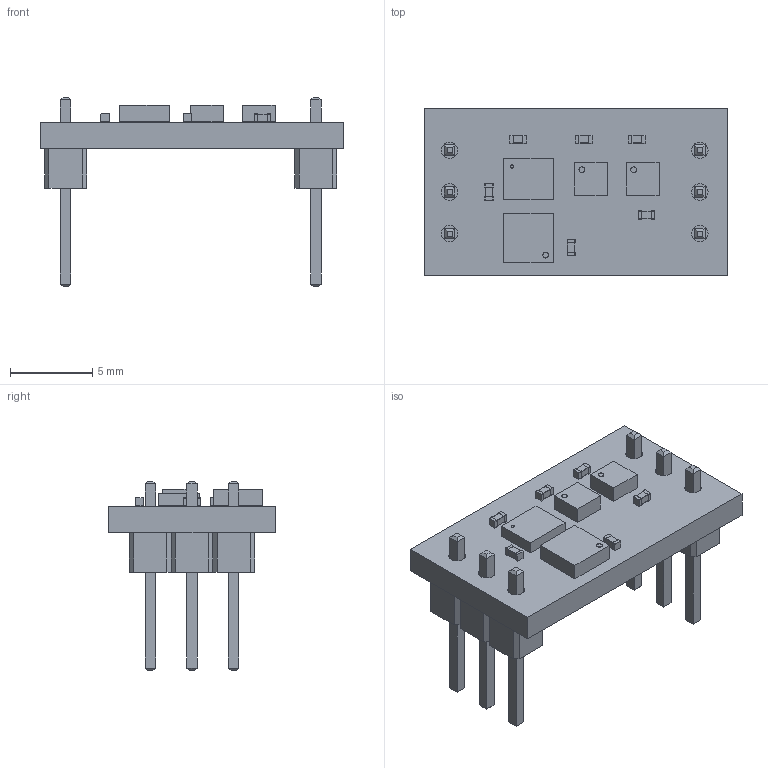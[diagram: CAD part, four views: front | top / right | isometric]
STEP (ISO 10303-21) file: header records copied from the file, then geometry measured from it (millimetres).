
FILE_DESCRIPTION(('KiCad electronic assembly'),'2;1');
FILE_NAME('Sense.step','2024-04-12T11:58:43',('Pcbnew'),('Kicad'), 'Open CASCADE STEP processor 7.7','KiCad to STEP converter','Unknown' );
FILE_SCHEMA(('AUTOMOTIVE_DESIGN { 1 0 10303 214 1 1 1 1 }'));
Length unit declared in the file: millimetre
Products named in the file (12): Sense 1; C_0402_1005Metric; PinHeader_1x03_P2.54mm_Vertical; PinHeader_1x03_P254mm_Vertical; LGA-16_3x3mm_P0.5mm_LayoutBorder3x5y; LGA_16_3x3mm_P05mm_LayoutBorder3x5y; LGA-14_3x2.5mm_P0.5mm_LayoutBorder3x4y; LGA_14_3x25mm_P05mm_LayoutBorder3x4y; LGA-12_2x2mm_P0.5mm; LGA_12_2x2mm_P05mm; Sense_PCB
Assembly tree (18 placements, depth 3):
  Sense 1
    C_0402_1005Metric  x6
      C_0402_1005Metric
    PinHeader_1x03_P2.54mm_Vertical  x2
      PinHeader_1x03_P254mm_Vertical
    LGA-16_3x3mm_P0.5mm_LayoutBorder3x5y
      LGA_16_3x3mm_P05mm_LayoutBorder3x5y
    LGA-14_3x2.5mm_P0.5mm_LayoutBorder3x4y
      LGA_14_3x25mm_P05mm_LayoutBorder3x4y
    LGA-12_2x2mm_P0.5mm  x2
      LGA_12_2x2mm_P05mm
    Sense_PCB
Bounding box: 18.44 x 10.16 x 11.54 mm (x, y, z)
Volume: 434.5 mm3; surface area: 903.7 mm2
Topology: 13 solids, 13 shells, 634 faces, 1530 edges, 1004 vertices
Faces by surface type: plane 552, cylinder 82
Full cylindrical faces by diameter (mm): 0.2 x1, 0.35 x3, 1 x6
Entity records: 12548 total; most frequent: CARTESIAN_POINT 1746, ORIENTED_EDGE 1662, DIRECTION 1611, EDGE_CURVE 831, LINE 789, VECTOR 789, VERTEX_POINT 546, FACE_BOUND 415
